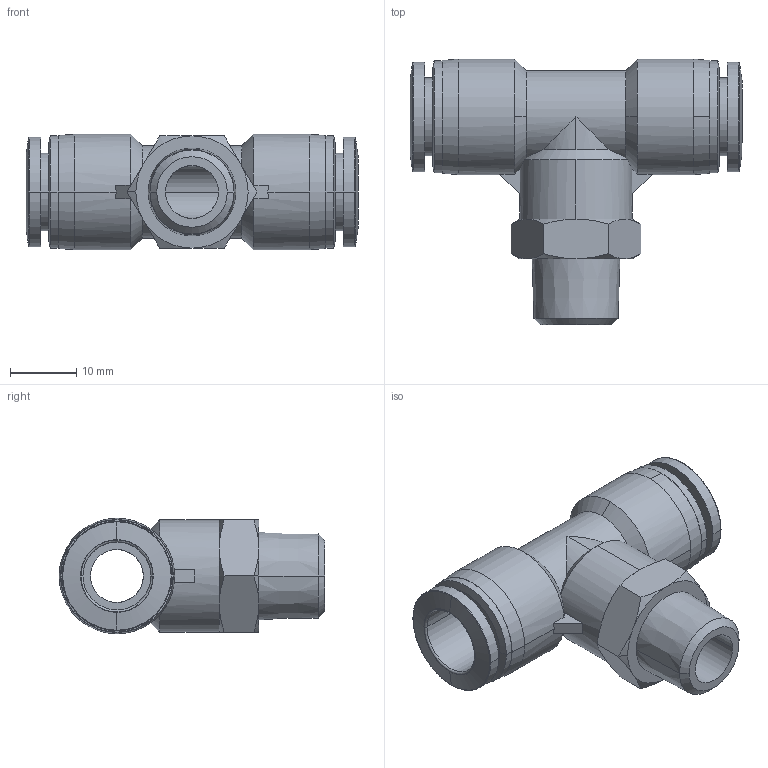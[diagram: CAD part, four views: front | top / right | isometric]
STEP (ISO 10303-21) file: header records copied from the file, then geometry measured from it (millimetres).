
FILE_DESCRIPTION (( 'STEP AP214' ), '1' );
FILE_NAME ('MBT10M-14R.step', '2016-02-24T20:39:14', ( '' ), ( '' ), 'SwSTEP 2.0', 'SolidWorks 2015', '' );
FILE_SCHEMA (( 'AUTOMOTIVE_DESIGN' ));
Length unit declared in the file: inch
Products named in the file (1): MBT10M-14R
Bounding box: 50.3 x 40.25 x 17.5 mm (x, y, z)
Volume: 9764.9 mm3; surface area: 6817.6 mm2
Topology: 1 solids, 1 shells, 102 faces, 248 edges, 156 vertices
Faces by surface type: cone 39, cylinder 31, plane 24, bspline 4, torus 4
Entity records: 4542 total; most frequent: CARTESIAN_POINT 801, DIRECTION 516, ORIENTED_EDGE 496, EDGE_CURVE 248, AXIS2_PLACEMENT_3D 223, VERTEX_POINT 156, CIRCLE 124, EDGE_LOOP 114
